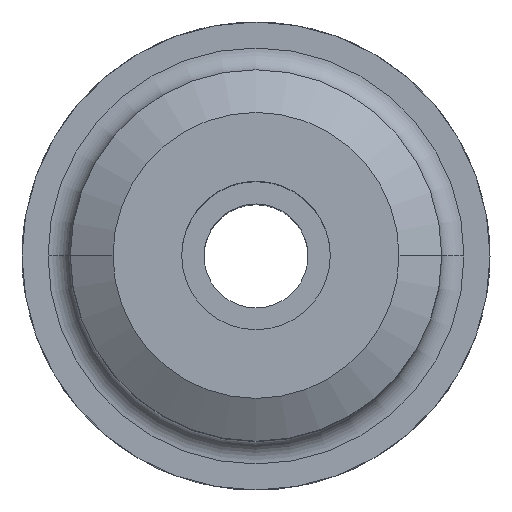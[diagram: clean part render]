
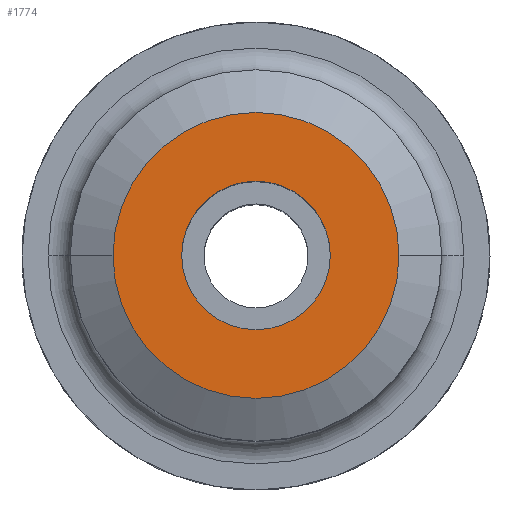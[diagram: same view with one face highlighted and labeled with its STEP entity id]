
A CAD part, top view. The second image highlights one B-rep face of the part: STEP entity #1774.
In plain terms, the highlighted planar face has unit normal (0, 0, 1).
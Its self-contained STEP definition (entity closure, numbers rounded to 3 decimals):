
#12 = CIRCLE ( 'NONE', #1633, 19.25 ) ;
#32 = EDGE_CURVE ( 'NONE', #1154, #842, #12, .T. ) ;
#64 = AXIS2_PLACEMENT_3D ( 'NONE', #1329, #735, #901 ) ;
#80 = ORIENTED_EDGE ( 'NONE', *, *, #1490, .T. ) ;
#106 = DIRECTION ( 'NONE',  ( -1., 0., 0. ) ) ;
#118 = CIRCLE ( 'NONE', #767, 19.25 ) ;
#157 = CARTESIAN_POINT ( 'NONE',  ( -10., 0., 70. ) ) ;
#159 = CARTESIAN_POINT ( 'NONE',  ( 0., 0., 70. ) ) ;
#266 = CIRCLE ( 'NONE', #1728, 10. ) ;
#385 = ORIENTED_EDGE ( 'NONE', *, *, #696, .F. ) ;
#409 = FACE_OUTER_BOUND ( 'NONE', #1044, .T. ) ;
#419 = DIRECTION ( 'NONE',  ( -1., 0., 0. ) ) ;
#432 = EDGE_CURVE ( 'NONE', #436, #1177, #906, .T. ) ;
#436 = VERTEX_POINT ( 'NONE', #1787 ) ;
#696 = EDGE_CURVE ( 'NONE', #842, #1154, #118, .T. ) ;
#731 = DIRECTION ( 'NONE',  ( 0., 0., -1. ) ) ;
#735 = DIRECTION ( 'NONE',  ( 0., 0., 1. ) ) ;
#767 = AXIS2_PLACEMENT_3D ( 'NONE', #1411, #1274, #1695 ) ;
#780 = DIRECTION ( 'NONE',  ( 0., 0., -1. ) ) ;
#842 = VERTEX_POINT ( 'NONE', #1434 ) ;
#892 = AXIS2_PLACEMENT_3D ( 'NONE', #948, #1367, #106 ) ;
#901 = DIRECTION ( 'NONE',  ( 1., 0., 0. ) ) ;
#906 = CIRCLE ( 'NONE', #892, 10. ) ;
#938 = DIRECTION ( 'NONE',  ( -1., 0., 0. ) ) ;
#948 = CARTESIAN_POINT ( 'NONE',  ( 0., 0., 70. ) ) ;
#1013 = PLANE ( 'NONE',  #64 ) ;
#1044 = EDGE_LOOP ( 'NONE', ( #385, #1160 ) ) ;
#1108 = FACE_BOUND ( 'NONE', #1224, .T. ) ;
#1138 = CARTESIAN_POINT ( 'NONE',  ( 19.25, 0., 70. ) ) ;
#1154 = VERTEX_POINT ( 'NONE', #1138 ) ;
#1160 = ORIENTED_EDGE ( 'NONE', *, *, #32, .F. ) ;
#1177 = VERTEX_POINT ( 'NONE', #157 ) ;
#1224 = EDGE_LOOP ( 'NONE', ( #80, #1350 ) ) ;
#1274 = DIRECTION ( 'NONE',  ( 0., 0., -1. ) ) ;
#1329 = CARTESIAN_POINT ( 'NONE',  ( 0., 19.25, 70. ) ) ;
#1350 = ORIENTED_EDGE ( 'NONE', *, *, #432, .T. ) ;
#1367 = DIRECTION ( 'NONE',  ( 0., 0., -1. ) ) ;
#1411 = CARTESIAN_POINT ( 'NONE',  ( 0., 0., 70. ) ) ;
#1434 = CARTESIAN_POINT ( 'NONE',  ( -19.25, 0., 70. ) ) ;
#1490 = EDGE_CURVE ( 'NONE', #1177, #436, #266, .T. ) ;
#1633 = AXIS2_PLACEMENT_3D ( 'NONE', #159, #731, #419 ) ;
#1656 = CARTESIAN_POINT ( 'NONE',  ( 0., 0., 70. ) ) ;
#1695 = DIRECTION ( 'NONE',  ( -1., 0., 0. ) ) ;
#1728 = AXIS2_PLACEMENT_3D ( 'NONE', #1656, #780, #938 ) ;
#1774 = ADVANCED_FACE ( 'NONE', ( #1108, #409 ), #1013, .T. ) ;
#1787 = CARTESIAN_POINT ( 'NONE',  ( 10., 0., 70. ) ) ;
